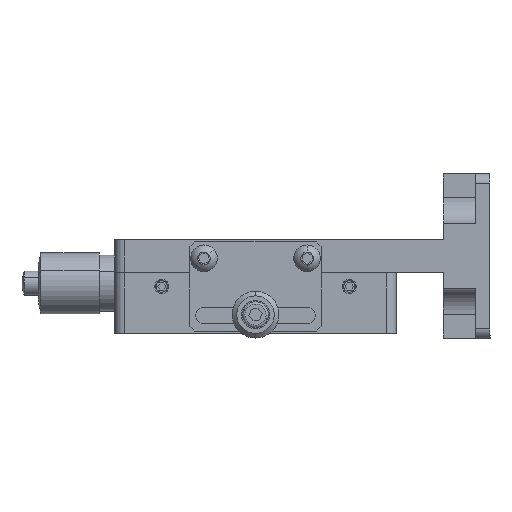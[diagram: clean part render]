
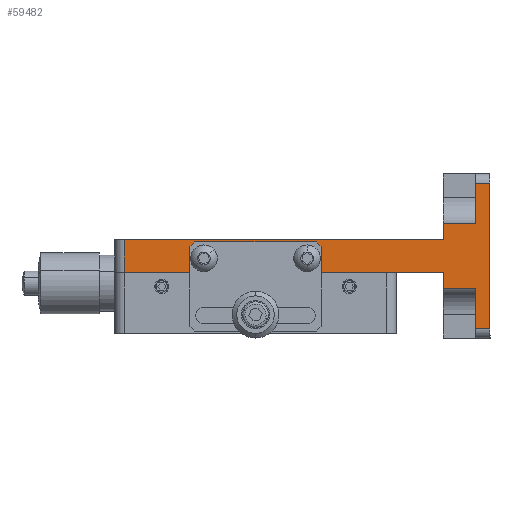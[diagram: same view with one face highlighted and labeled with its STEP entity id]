
A CAD part, left-side view. The second image highlights one B-rep face of the part: STEP entity #59482.
In plain terms, the highlighted planar face has unit normal (-1, 0, 0).
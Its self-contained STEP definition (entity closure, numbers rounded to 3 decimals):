
#483 = CARTESIAN_POINT ( 'NONE',  ( -30., 68., -6.5 ) ) ;
#542 = VECTOR ( 'NONE', #16366, 1000. ) ;
#1128 = CARTESIAN_POINT ( 'NONE',  ( -30., 68., -3.5 ) ) ;
#1352 = LINE ( 'NONE', #54759, #46760 ) ;
#1543 = DIRECTION ( 'NONE',  ( 0., -1., 0. ) ) ;
#1858 = AXIS2_PLACEMENT_3D ( 'NONE', #15912, #57361, #24519 ) ;
#2227 = DIRECTION ( 'NONE',  ( 0., 0., -1. ) ) ;
#2279 = EDGE_CURVE ( 'NONE', #48022, #12235, #31760, .T. ) ;
#2365 = ORIENTED_EDGE ( 'NONE', *, *, #2279, .T. ) ;
#2463 = VERTEX_POINT ( 'NONE', #15308 ) ;
#2946 = VECTOR ( 'NONE', #51314, 1000. ) ;
#4119 = VERTEX_POINT ( 'NONE', #26475 ) ;
#4504 = DIRECTION ( 'NONE',  ( 0., -1., 0. ) ) ;
#4878 = ORIENTED_EDGE ( 'NONE', *, *, #45255, .T. ) ;
#5068 = VECTOR ( 'NONE', #37582, 1000. ) ;
#5268 = LINE ( 'NONE', #53476, #49941 ) ;
#5925 = CARTESIAN_POINT ( 'NONE',  ( -30., 0., 3.5 ) ) ;
#7192 = CARTESIAN_POINT ( 'NONE',  ( -30., 29., -0.5 ) ) ;
#8373 = ORIENTED_EDGE ( 'NONE', *, *, #37701, .F. ) ;
#8495 = ORIENTED_EDGE ( 'NONE', *, *, #55082, .T. ) ;
#8663 = VECTOR ( 'NONE', #1543, 1000. ) ;
#10287 = EDGE_CURVE ( 'NONE', #2463, #21765, #43426, .T. ) ;
#10421 = CARTESIAN_POINT ( 'NONE',  ( -30., -7., -7. ) ) ;
#10975 = LINE ( 'NONE', #25257, #56296 ) ;
#11365 = EDGE_LOOP ( 'NONE', ( #21532, #50164, #17047, #44569, #30380, #4878, #2365, #32566, #36894, #8495, #20920, #15751 ) ) ;
#12129 = CARTESIAN_POINT ( 'NONE',  ( -30., 52.25, -0.5 ) ) ;
#12235 = VERTEX_POINT ( 'NONE', #5925 ) ;
#13076 = VECTOR ( 'NONE', #23786, 1000. ) ;
#13273 = LINE ( 'NONE', #483, #60033 ) ;
#14266 = CARTESIAN_POINT ( 'NONE',  ( -30., 27.75, -0.5 ) ) ;
#14460 = CIRCLE ( 'NONE', #1858, 1.25 ) ;
#14787 = CARTESIAN_POINT ( 'NONE',  ( -30., -7., 7. ) ) ;
#15308 = CARTESIAN_POINT ( 'NONE',  ( -30., -10., 15.5 ) ) ;
#15375 = CARTESIAN_POINT ( 'NONE',  ( -30., 0., -3.5 ) ) ;
#15751 = ORIENTED_EDGE ( 'NONE', *, *, #19086, .F. ) ;
#15912 = CARTESIAN_POINT ( 'NONE',  ( -30., 51., -0.5 ) ) ;
#16331 = VERTEX_POINT ( 'NONE', #15375 ) ;
#16366 = DIRECTION ( 'NONE',  ( 0., 0., -1. ) ) ;
#16391 = VECTOR ( 'NONE', #2227, 1000. ) ;
#17047 = ORIENTED_EDGE ( 'NONE', *, *, #48465, .F. ) ;
#17212 = DIRECTION ( 'NONE',  ( -1., 0., 0. ) ) ;
#17629 = AXIS2_PLACEMENT_3D ( 'NONE', #18463, #32558, #4504 ) ;
#18264 = EDGE_CURVE ( 'NONE', #16331, #59118, #52698, .T. ) ;
#18463 = CARTESIAN_POINT ( 'NONE',  ( -30., 51., -0.5 ) ) ;
#19086 = EDGE_CURVE ( 'NONE', #43081, #59118, #40986, .T. ) ;
#19515 = DIRECTION ( 'NONE',  ( 0., 1., 0. ) ) ;
#20041 = VECTOR ( 'NONE', #24439, 1000. ) ;
#20139 = DIRECTION ( 'NONE',  ( 1., 0., 0. ) ) ;
#20920 = ORIENTED_EDGE ( 'NONE', *, *, #18264, .T. ) ;
#21490 = VERTEX_POINT ( 'NONE', #1128 ) ;
#21506 = CARTESIAN_POINT ( 'NONE',  ( -30., -7., -17.5 ) ) ;
#21532 = ORIENTED_EDGE ( 'NONE', *, *, #40084, .T. ) ;
#21765 = VERTEX_POINT ( 'NONE', #54504 ) ;
#22848 = CARTESIAN_POINT ( 'NONE',  ( -30., 30.25, -0.5 ) ) ;
#22869 = DIRECTION ( 'NONE',  ( -1., 0., 0. ) ) ;
#23364 = LINE ( 'NONE', #21506, #542 ) ;
#23786 = DIRECTION ( 'NONE',  ( 0., -1., 0. ) ) ;
#24058 = CARTESIAN_POINT ( 'NONE',  ( -30., -7., -7. ) ) ;
#24107 = LINE ( 'NONE', #53311, #8663 ) ;
#24439 = DIRECTION ( 'NONE',  ( 0., 1., 0. ) ) ;
#24519 = DIRECTION ( 'NONE',  ( 0., -1., 0. ) ) ;
#25257 = CARTESIAN_POINT ( 'NONE',  ( -30., -10., -17.5 ) ) ;
#25553 = DIRECTION ( 'NONE',  ( 0., 1., 0. ) ) ;
#25758 = EDGE_LOOP ( 'NONE', ( #55125, #8373 ) ) ;
#26475 = CARTESIAN_POINT ( 'NONE',  ( -30., 68., 3.5 ) ) ;
#26665 = DIRECTION ( 'NONE',  ( 0., 0., -1. ) ) ;
#26677 = FACE_BOUND ( 'NONE', #25758, .T. ) ;
#27017 = DIRECTION ( 'NONE',  ( 0., -1., 0. ) ) ;
#27361 = CIRCLE ( 'NONE', #49295, 1.25 ) ;
#27996 = VERTEX_POINT ( 'NONE', #40365 ) ;
#29185 = CARTESIAN_POINT ( 'NONE',  ( -30., -7., -15.5 ) ) ;
#29224 = VERTEX_POINT ( 'NONE', #46291 ) ;
#30380 = ORIENTED_EDGE ( 'NONE', *, *, #35305, .T. ) ;
#31760 = LINE ( 'NONE', #44819, #16391 ) ;
#32558 = DIRECTION ( 'NONE',  ( -1., 0., 0. ) ) ;
#32566 = ORIENTED_EDGE ( 'NONE', *, *, #49629, .F. ) ;
#33401 = PLANE ( 'NONE',  #55381 ) ;
#34173 = AXIS2_PLACEMENT_3D ( 'NONE', #7192, #17212, #49901 ) ;
#35305 = EDGE_CURVE ( 'NONE', #21765, #29224, #57800, .T. ) ;
#36128 = CARTESIAN_POINT ( 'NONE',  ( -30., 29., -0.5 ) ) ;
#36295 = CARTESIAN_POINT ( 'NONE',  ( -30., 0., -7. ) ) ;
#36441 = CARTESIAN_POINT ( 'NONE',  ( -30., -7., -17.5 ) ) ;
#36548 = VERTEX_POINT ( 'NONE', #22848 ) ;
#36894 = ORIENTED_EDGE ( 'NONE', *, *, #38074, .F. ) ;
#37582 = DIRECTION ( 'NONE',  ( 0., 1., 0. ) ) ;
#37701 = EDGE_CURVE ( 'NONE', #36548, #46516, #49192, .T. ) ;
#37766 = DIRECTION ( 'NONE',  ( 0., 0., 1. ) ) ;
#38074 = EDGE_CURVE ( 'NONE', #21490, #4119, #13273, .T. ) ;
#38737 = CARTESIAN_POINT ( 'NONE',  ( -30., -7., 15.5 ) ) ;
#40084 = EDGE_CURVE ( 'NONE', #43081, #47916, #23364, .T. ) ;
#40365 = CARTESIAN_POINT ( 'NONE',  ( -30., -10., -15.5 ) ) ;
#40986 = LINE ( 'NONE', #10421, #5068 ) ;
#42164 = CARTESIAN_POINT ( 'NONE',  ( -30., 70., -3.5 ) ) ;
#42707 = FACE_OUTER_BOUND ( 'NONE', #11365, .T. ) ;
#42896 = EDGE_LOOP ( 'NONE', ( #48026, #51828 ) ) ;
#43081 = VERTEX_POINT ( 'NONE', #24058 ) ;
#43426 = LINE ( 'NONE', #38737, #20041 ) ;
#44243 = VERTEX_POINT ( 'NONE', #12129 ) ;
#44483 = EDGE_CURVE ( 'NONE', #55691, #44243, #45683, .T. ) ;
#44569 = ORIENTED_EDGE ( 'NONE', *, *, #10287, .T. ) ;
#44819 = CARTESIAN_POINT ( 'NONE',  ( -30., 0., 7. ) ) ;
#45255 = EDGE_CURVE ( 'NONE', #29224, #48022, #5268, .T. ) ;
#45683 = CIRCLE ( 'NONE', #17629, 1.25 ) ;
#46291 = CARTESIAN_POINT ( 'NONE',  ( -30., -7., 7. ) ) ;
#46516 = VERTEX_POINT ( 'NONE', #14266 ) ;
#46760 = VECTOR ( 'NONE', #27017, 1000. ) ;
#47916 = VERTEX_POINT ( 'NONE', #29185 ) ;
#48022 = VERTEX_POINT ( 'NONE', #54066 ) ;
#48026 = ORIENTED_EDGE ( 'NONE', *, *, #44483, .F. ) ;
#48465 = EDGE_CURVE ( 'NONE', #2463, #27996, #10975, .T. ) ;
#48820 = CARTESIAN_POINT ( 'NONE',  ( -30., 49.75, -0.5 ) ) ;
#48926 = EDGE_CURVE ( 'NONE', #47916, #27996, #1352, .T. ) ;
#49192 = CIRCLE ( 'NONE', #34173, 1.25 ) ;
#49295 = AXIS2_PLACEMENT_3D ( 'NONE', #36128, #22869, #59976 ) ;
#49629 = EDGE_CURVE ( 'NONE', #4119, #12235, #24107, .T. ) ;
#49901 = DIRECTION ( 'NONE',  ( 0., -1., 0. ) ) ;
#49941 = VECTOR ( 'NONE', #25553, 1000. ) ;
#50164 = ORIENTED_EDGE ( 'NONE', *, *, #48926, .T. ) ;
#51314 = DIRECTION ( 'NONE',  ( 0., 0., -1. ) ) ;
#51828 = ORIENTED_EDGE ( 'NONE', *, *, #55607, .F. ) ;
#52698 = LINE ( 'NONE', #55310, #57107 ) ;
#53311 = CARTESIAN_POINT ( 'NONE',  ( -30., 70., 3.5 ) ) ;
#53476 = CARTESIAN_POINT ( 'NONE',  ( -30., -7., 7. ) ) ;
#54066 = CARTESIAN_POINT ( 'NONE',  ( -30., 0., 7. ) ) ;
#54429 = EDGE_CURVE ( 'NONE', #46516, #36548, #27361, .T. ) ;
#54504 = CARTESIAN_POINT ( 'NONE',  ( -30., -7., 15.5 ) ) ;
#54759 = CARTESIAN_POINT ( 'NONE',  ( -30., -7., -15.5 ) ) ;
#55082 = EDGE_CURVE ( 'NONE', #21490, #16331, #56920, .T. ) ;
#55117 = FACE_BOUND ( 'NONE', #42896, .T. ) ;
#55125 = ORIENTED_EDGE ( 'NONE', *, *, #54429, .F. ) ;
#55310 = CARTESIAN_POINT ( 'NONE',  ( -30., 0., 7. ) ) ;
#55381 = AXIS2_PLACEMENT_3D ( 'NONE', #14787, #20139, #19515 ) ;
#55607 = EDGE_CURVE ( 'NONE', #44243, #55691, #14460, .T. ) ;
#55691 = VERTEX_POINT ( 'NONE', #48820 ) ;
#56296 = VECTOR ( 'NONE', #26665, 1000. ) ;
#56920 = LINE ( 'NONE', #42164, #13076 ) ;
#57107 = VECTOR ( 'NONE', #60165, 1000. ) ;
#57361 = DIRECTION ( 'NONE',  ( -1., 0., 0. ) ) ;
#57800 = LINE ( 'NONE', #36441, #2946 ) ;
#59118 = VERTEX_POINT ( 'NONE', #36295 ) ;
#59482 = ADVANCED_FACE ( 'NONE', ( #26677, #55117, #42707 ), #33401, .F. ) ;
#59976 = DIRECTION ( 'NONE',  ( 0., -1., 0. ) ) ;
#60033 = VECTOR ( 'NONE', #37766, 1000. ) ;
#60165 = DIRECTION ( 'NONE',  ( 0., 0., -1. ) ) ;
